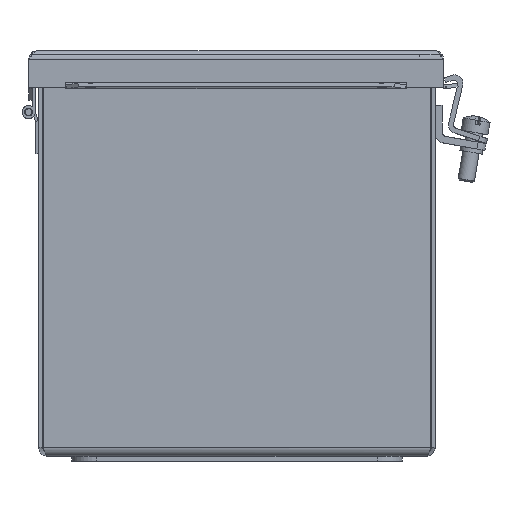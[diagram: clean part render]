
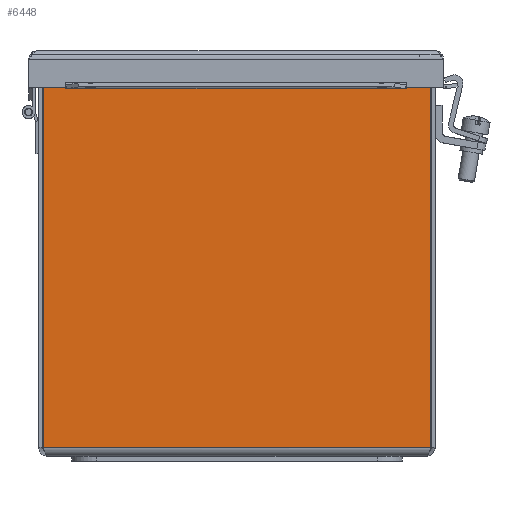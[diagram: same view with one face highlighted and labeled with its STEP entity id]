
A CAD part, front view. The second image highlights one B-rep face of the part: STEP entity #6448.
In plain terms, the highlighted planar face has unit normal (0, -1, 0).
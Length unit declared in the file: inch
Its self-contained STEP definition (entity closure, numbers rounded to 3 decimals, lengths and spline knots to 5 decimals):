
#624=PLANE('',#7112);
#902=LINE('',#9641,#1552);
#965=LINE('',#10042,#1615);
#966=LINE('',#10044,#1616);
#967=LINE('',#10045,#1617);
#1552=VECTOR('',#7872,0.3937);
#1615=VECTOR('',#7991,0.3937);
#1616=VECTOR('',#7992,0.3937);
#1617=VECTOR('',#7993,0.3937);
#2289=FACE_OUTER_BOUND('',#2668,.T.);
#2668=EDGE_LOOP('',(#5071,#5072,#5073,#5074));
#3249=VERTEX_POINT('',#9632);
#3250=VERTEX_POINT('',#9640);
#3295=VERTEX_POINT('',#10041);
#3296=VERTEX_POINT('',#10043);
#3860=EDGE_CURVE('',#3250,#3249,#902,.T.);
#3938=EDGE_CURVE('',#3295,#3249,#965,.T.);
#3939=EDGE_CURVE('',#3295,#3296,#966,.T.);
#3940=EDGE_CURVE('',#3250,#3296,#967,.T.);
#5071=ORIENTED_EDGE('',*,*,#3860,.T.);
#5072=ORIENTED_EDGE('',*,*,#3938,.F.);
#5073=ORIENTED_EDGE('',*,*,#3939,.T.);
#5074=ORIENTED_EDGE('',*,*,#3940,.F.);
#6448=ADVANCED_FACE('',(#2289),#624,.F.);
#7112=AXIS2_PLACEMENT_3D('',#10040,#7989,#7990);
#7872=DIRECTION('',(-1.,0.,0.));
#7989=DIRECTION('center_axis',(0.,1.,0.));
#7990=DIRECTION('ref_axis',(1.,0.,0.));
#7991=DIRECTION('',(0.,0.,1.));
#7992=DIRECTION('',(1.,0.,0.));
#7993=DIRECTION('',(0.,0.,-1.));
#9632=CARTESIAN_POINT('',(-2.92995,-4.,5.86092));
#9640=CARTESIAN_POINT('',(2.92995,-4.,5.86092));
#9641=CARTESIAN_POINT('',(1.46498,-4.,5.86092));
#10040=CARTESIAN_POINT('Origin',(0.,-4.,
3.00686));
#10041=CARTESIAN_POINT('',(-2.92995,-4.,0.13908));
#10042=CARTESIAN_POINT('',(-2.92995,-4.,0.13908));
#10043=CARTESIAN_POINT('',(2.92995,-4.,0.13908));
#10044=CARTESIAN_POINT('',(0.,-4.,0.13908));
#10045=CARTESIAN_POINT('',(2.92995,-4.,0.13908));
